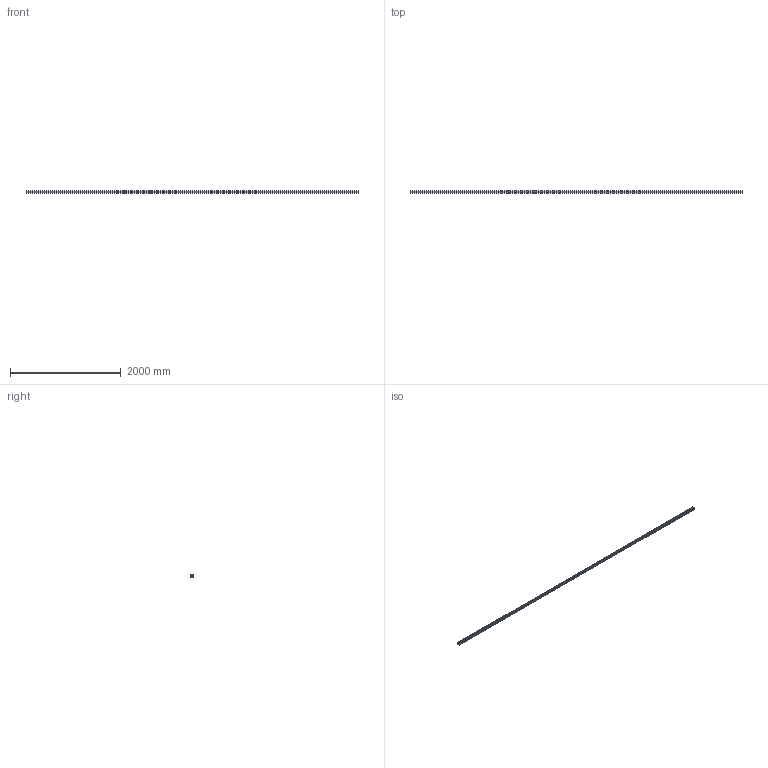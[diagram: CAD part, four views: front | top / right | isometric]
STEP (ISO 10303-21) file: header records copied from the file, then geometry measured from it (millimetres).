
FILE_DESCRIPTION (( 'STEP AP214' ), '1' );
FILE_NAME ('201036_Profil 40x40L 3N Nut 10.STEP', '2019-01-28T10:53:34', ( '' ), ( '' ), 'SwSTEP 2.0', 'SolidWorks 2017', '' );
FILE_SCHEMA (( 'AUTOMOTIVE_DESIGN' ));
Length unit declared in the file: millimetre
Products named in the file (1): 201036_Profil 40x40L 3N Nut 10
Bounding box: 6000 x 40 x 40 mm (x, y, z)
Volume: 3459170.5 mm3; surface area: 3180444 mm2
Topology: 1 solids, 1 shells, 133 faces, 393 edges, 262 vertices
Faces by surface type: plane 106, cylinder 27
Entity records: 4459 total; most frequent: CARTESIAN_POINT 789, ORIENTED_EDGE 786, DIRECTION 715, EDGE_CURVE 393, VECTOR 339, LINE 339, VERTEX_POINT 262, AXIS2_PLACEMENT_3D 188
